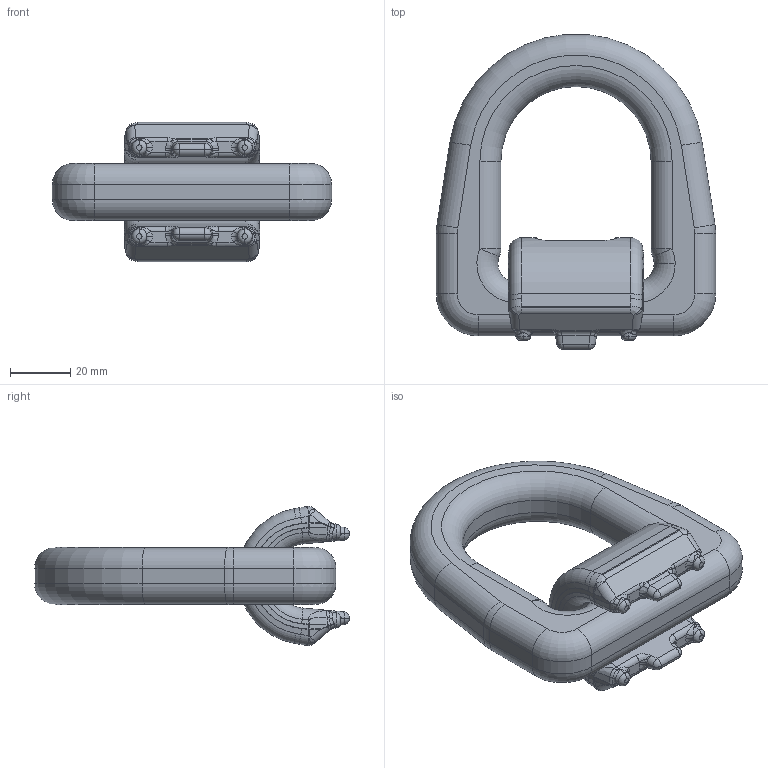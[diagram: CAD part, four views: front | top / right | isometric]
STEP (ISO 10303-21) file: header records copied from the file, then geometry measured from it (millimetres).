
FILE_DESCRIPTION (( 'STEP AP203' ), '1' );
FILE_NAME ('20240710_APAS_4t.STEP', '2024-07-10T13:30:08', ( '' ), ( '' ), 'SwSTEP 2.0', 'SolidWorks 2024', '' );
FILE_SCHEMA (( 'CONFIG_CONTROL_DESIGN' ));
Length unit declared in the file: millimetre
Products named in the file (3): APS4Bock; 20240710_APAS_4t; APAS4_Stepversion
Assembly tree (2 placements, depth 2):
  20240710_APAS_4t
    APAS4_Stepversion
    APS4Bock
Bounding box: 93 x 104.85 x 46.35 mm (x, y, z)
Volume: 121108.9 mm3; surface area: 25547.4 mm2
Topology: 2 solids, 2 shells, 405 faces, 950 edges, 530 vertices
Faces by surface type: bspline 144, cylinder 125, plane 58, torus 42, sphere 24, cone 12
Entity records: 16059 total; most frequent: CARTESIAN_POINT 7744, ORIENTED_EDGE 1860, DIRECTION 1526, EDGE_CURVE 930, AXIS2_PLACEMENT_3D 640, VERTEX_POINT 530, EDGE_LOOP 408, FACE_OUTER_BOUND 405
